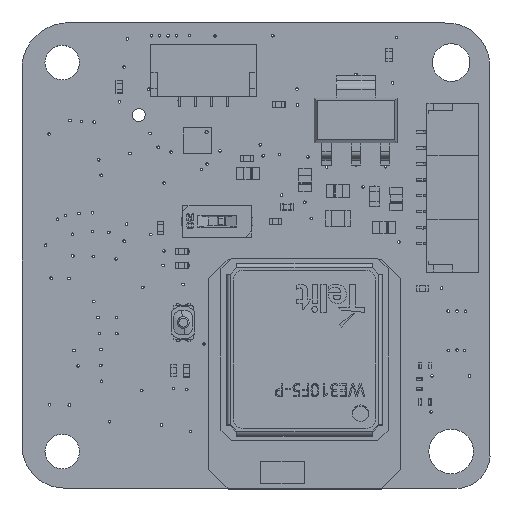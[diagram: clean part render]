
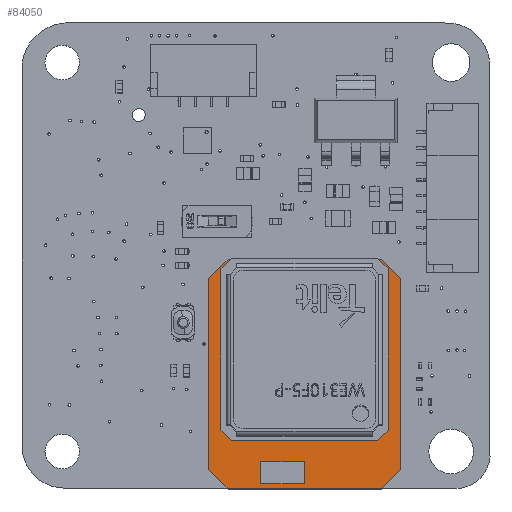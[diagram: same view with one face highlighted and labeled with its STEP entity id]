
A CAD part, top view. The second image highlights one B-rep face of the part: STEP entity #84050.
In plain terms, the highlighted face is planar.
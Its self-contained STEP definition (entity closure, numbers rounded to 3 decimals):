
#6984=PLANE('',#90426);
#11662=FACE_OUTER_BOUND('',#16916,.T.);
#16916=EDGE_LOOP('',(#75811,#75812,#75813,#75814,#75815,#75816,#75817,#75818));
#25858=LINE('',#140216,#35711);
#25860=LINE('',#140220,#35713);
#25861=LINE('',#140222,#35714);
#25862=LINE('',#140224,#35715);
#25863=LINE('',#140226,#35716);
#25864=LINE('',#140228,#35717);
#25865=LINE('',#140230,#35718);
#25866=LINE('',#140231,#35719);
#35711=VECTOR('',#108960,1000.);
#35713=VECTOR('',#108964,1000.);
#35714=VECTOR('',#108965,1000.);
#35715=VECTOR('',#108966,1000.);
#35716=VECTOR('',#108967,1000.);
#35717=VECTOR('',#108968,1000.);
#35718=VECTOR('',#108969,1000.);
#35719=VECTOR('',#108970,1000.);
#44710=VERTEX_POINT('',#140213);
#44711=VERTEX_POINT('',#140215);
#44712=VERTEX_POINT('',#140219);
#44713=VERTEX_POINT('',#140221);
#44714=VERTEX_POINT('',#140223);
#44715=VERTEX_POINT('',#140225);
#44716=VERTEX_POINT('',#140227);
#44717=VERTEX_POINT('',#140229);
#55287=EDGE_CURVE('',#44711,#44710,#25858,.T.);
#55289=EDGE_CURVE('',#44711,#44712,#25860,.T.);
#55290=EDGE_CURVE('',#44710,#44713,#25861,.T.);
#55291=EDGE_CURVE('',#44713,#44714,#25862,.T.);
#55292=EDGE_CURVE('',#44715,#44714,#25863,.T.);
#55293=EDGE_CURVE('',#44715,#44716,#25864,.T.);
#55294=EDGE_CURVE('',#44716,#44717,#25865,.T.);
#55295=EDGE_CURVE('',#44712,#44717,#25866,.T.);
#75811=ORIENTED_EDGE('',*,*,#55289,.F.);
#75812=ORIENTED_EDGE('',*,*,#55287,.T.);
#75813=ORIENTED_EDGE('',*,*,#55290,.T.);
#75814=ORIENTED_EDGE('',*,*,#55291,.T.);
#75815=ORIENTED_EDGE('',*,*,#55292,.F.);
#75816=ORIENTED_EDGE('',*,*,#55293,.T.);
#75817=ORIENTED_EDGE('',*,*,#55294,.T.);
#75818=ORIENTED_EDGE('',*,*,#55295,.F.);
#84050=ADVANCED_FACE('',(#11662),#6984,.F.);
#90426=AXIS2_PLACEMENT_3D('',#140218,#108962,#108963);
#108960=DIRECTION('',(1.,0.,0.));
#108962=DIRECTION('center_axis',(0.,-1.,0.));
#108963=DIRECTION('ref_axis',(0.,0.,-1.));
#108964=DIRECTION('',(-0.707,0.,-0.707));
#108965=DIRECTION('',(0.707,0.,-0.707));
#108966=DIRECTION('',(0.,0.,-1.));
#108967=DIRECTION('',(0.707,0.,0.707));
#108968=DIRECTION('',(-1.,0.,0.));
#108969=DIRECTION('',(-0.707,0.,0.707));
#108970=DIRECTION('',(0.,0.,-1.));
#140213=CARTESIAN_POINT('',(6.,1.,9.));
#140215=CARTESIAN_POINT('',(-6.,1.,9.));
#140216=CARTESIAN_POINT('',(-5.75,1.,9.));
#140218=CARTESIAN_POINT('Origin',(0.,1.,1.85));
#140219=CARTESIAN_POINT('',(-7.5,1.,7.5));
#140220=CARTESIAN_POINT('',(-6.575,1.,8.425));
#140221=CARTESIAN_POINT('',(7.5,1.,7.5));
#140222=CARTESIAN_POINT('',(6.575,1.,8.425));
#140223=CARTESIAN_POINT('',(7.5,1.,-7.5));
#140224=CARTESIAN_POINT('',(7.5,1.,1.85));
#140225=CARTESIAN_POINT('',(6.,1.,-9.));
#140226=CARTESIAN_POINT('',(8.425,1.,-6.575));
#140227=CARTESIAN_POINT('',(-6.,1.,-9.));
#140228=CARTESIAN_POINT('',(0.,1.,-9.));
#140229=CARTESIAN_POINT('',(-7.5,1.,-7.5));
#140230=CARTESIAN_POINT('',(-8.425,1.,-6.575));
#140231=CARTESIAN_POINT('',(-7.5,1.,1.85));
